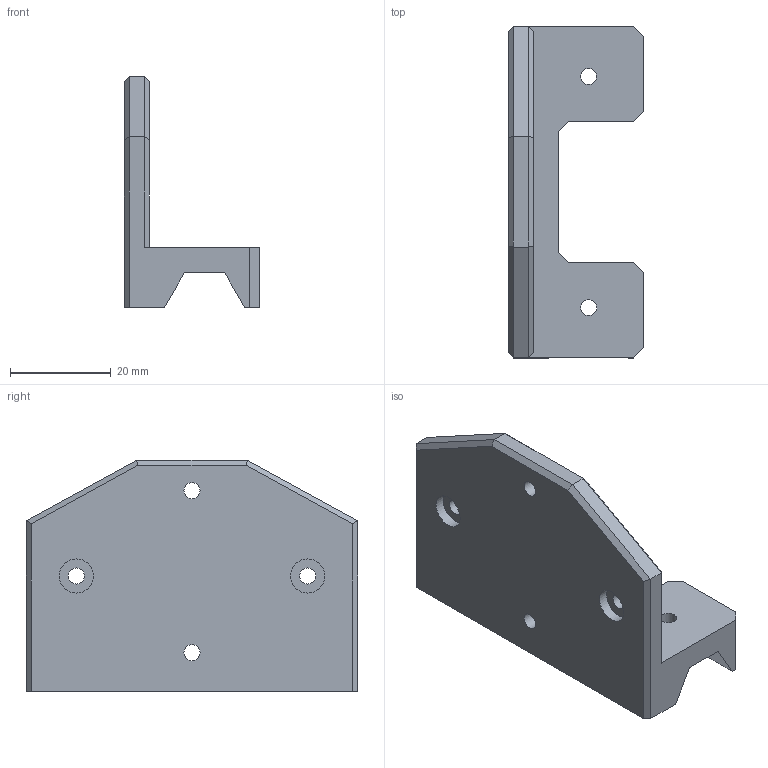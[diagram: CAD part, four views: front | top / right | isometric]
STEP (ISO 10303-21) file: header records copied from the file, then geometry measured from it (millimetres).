
FILE_DESCRIPTION(('FreeCAD Model'),'2;1');
FILE_NAME('Open CASCADE Shape Model','2023-04-22T10:44:25',('Author'),( ''),'Open CASCADE STEP processor 7.5','FreeCAD','Unknown');
FILE_SCHEMA(('AUTOMOTIVE_DESIGN { 1 0 10303 214 1 1 1 1 }'));
Length unit declared in the file: millimetre
Products named in the file (1): NEW-gantry-base-clamp
Bounding box: 27 x 66 x 46 mm (x, y, z)
Volume: 21472.1 mm3; surface area: 9569.2 mm2
Topology: 1 solids, 1 shells, 51 faces, 127 edges, 82 vertices
Faces by surface type: plane 41, cylinder 10
Full cylindrical faces by diameter (mm): 3.2 x6, 6.8 x4
Entity records: 3212 total; most frequent: CARTESIAN_POINT 551, DIRECTION 499, LINE 341, VECTOR 341, ORIENTED_EDGE 254, PCURVE 254, DEFINITIONAL_REPRESENTATION 254, EDGE_CURVE 127
